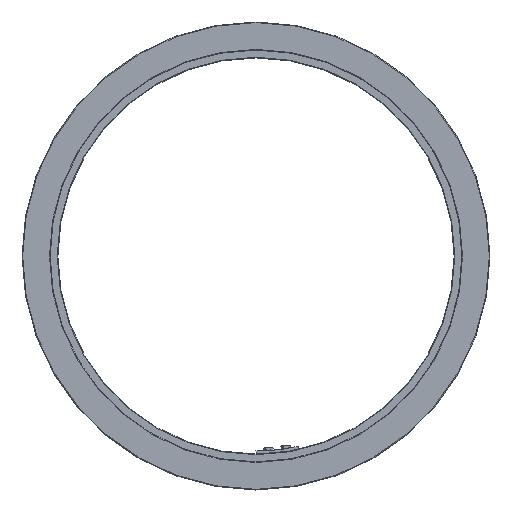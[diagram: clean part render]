
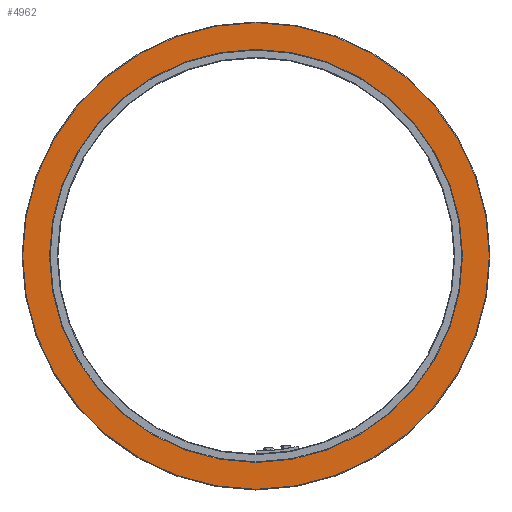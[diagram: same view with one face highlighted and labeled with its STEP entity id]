
A CAD part, top view. The second image highlights one B-rep face of the part: STEP entity #4962.
In plain terms, the highlighted planar face has unit normal (0, 0, 1).
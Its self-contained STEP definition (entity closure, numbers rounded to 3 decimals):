
#86 = CARTESIAN_POINT ( 'NONE',  ( 0., 0., 32.5 ) ) ;
#90 = VERTEX_POINT ( 'NONE', #749 ) ;
#171 = AXIS2_PLACEMENT_3D ( 'NONE', #5094, #2146, #5595 ) ;
#183 = ORIENTED_EDGE ( 'NONE', *, *, #4482, .T. ) ;
#258 = CARTESIAN_POINT ( 'NONE',  ( 331., 0., 32.5 ) ) ;
#409 = DIRECTION ( 'NONE',  ( 0., 0., 1. ) ) ;
#598 = DIRECTION ( 'NONE',  ( -1., 0., 0. ) ) ;
#749 = CARTESIAN_POINT ( 'NONE',  ( 374., 0., 32.5 ) ) ;
#814 = CIRCLE ( 'NONE', #1588, 331. ) ;
#919 = AXIS2_PLACEMENT_3D ( 'NONE', #3349, #409, #3846 ) ;
#956 = AXIS2_PLACEMENT_3D ( 'NONE', #2306, #5753, #2806 ) ;
#1161 = AXIS2_PLACEMENT_3D ( 'NONE', #4617, #1710, #5151 ) ;
#1222 = VERTEX_POINT ( 'NONE', #1680 ) ;
#1570 = VERTEX_POINT ( 'NONE', #258 ) ;
#1588 = AXIS2_PLACEMENT_3D ( 'NONE', #86, #3531, #598 ) ;
#1680 = CARTESIAN_POINT ( 'NONE',  ( -331., 0., 32.5 ) ) ;
#1710 = DIRECTION ( 'NONE',  ( 0., 0., -1. ) ) ;
#2146 = DIRECTION ( 'NONE',  ( 0., 0., 1. ) ) ;
#2306 = CARTESIAN_POINT ( 'NONE',  ( 0., 0., 32.5 ) ) ;
#2353 = ORIENTED_EDGE ( 'NONE', *, *, #2852, .T. ) ;
#2646 = PLANE ( 'NONE',  #1161 ) ;
#2806 = DIRECTION ( 'NONE',  ( -1., 0., 0. ) ) ;
#2852 = EDGE_CURVE ( 'NONE', #1222, #1570, #814, .T. ) ;
#3349 = CARTESIAN_POINT ( 'NONE',  ( 0., 0., 32.5 ) ) ;
#3531 = DIRECTION ( 'NONE',  ( 0., 0., -1. ) ) ;
#3549 = ORIENTED_EDGE ( 'NONE', *, *, #4930, .T. ) ;
#3795 = EDGE_LOOP ( 'NONE', ( #183, #2353 ) ) ;
#3846 = DIRECTION ( 'NONE',  ( -1., 0., 0. ) ) ;
#3981 = EDGE_CURVE ( 'NONE', #90, #4654, #6116, .T. ) ;
#4482 = EDGE_CURVE ( 'NONE', #1570, #1222, #5326, .T. ) ;
#4544 = EDGE_LOOP ( 'NONE', ( #3549, #4699 ) ) ;
#4617 = CARTESIAN_POINT ( 'NONE',  ( -330., 0., 32.5 ) ) ;
#4654 = VERTEX_POINT ( 'NONE', #5275 ) ;
#4699 = ORIENTED_EDGE ( 'NONE', *, *, #3981, .T. ) ;
#4839 = CIRCLE ( 'NONE', #171, 374. ) ;
#4930 = EDGE_CURVE ( 'NONE', #4654, #90, #4839, .T. ) ;
#4962 = ADVANCED_FACE ( 'NONE', ( #5999, #6141 ), #2646, .F. ) ;
#5094 = CARTESIAN_POINT ( 'NONE',  ( 0., 0., 32.5 ) ) ;
#5151 = DIRECTION ( 'NONE',  ( -1., 0., 0. ) ) ;
#5275 = CARTESIAN_POINT ( 'NONE',  ( -374., 0., 32.5 ) ) ;
#5326 = CIRCLE ( 'NONE', #956, 331. ) ;
#5595 = DIRECTION ( 'NONE',  ( -1., 0., 0. ) ) ;
#5753 = DIRECTION ( 'NONE',  ( 0., 0., -1. ) ) ;
#5999 = FACE_BOUND ( 'NONE', #3795, .T. ) ;
#6116 = CIRCLE ( 'NONE', #919, 374. ) ;
#6141 = FACE_OUTER_BOUND ( 'NONE', #4544, .T. ) ;
